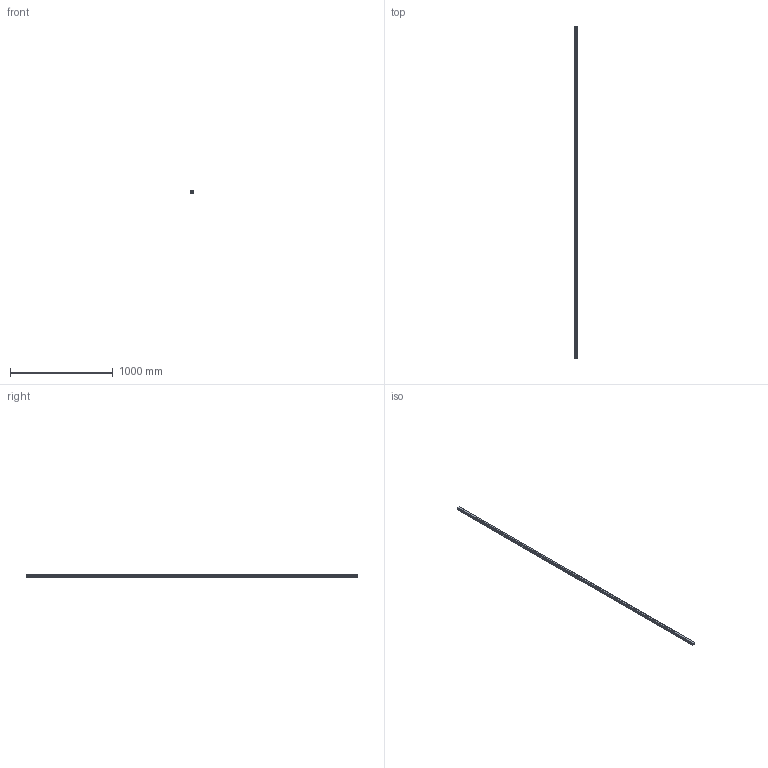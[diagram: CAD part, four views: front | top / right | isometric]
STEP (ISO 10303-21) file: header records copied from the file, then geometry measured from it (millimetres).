
FILE_DESCRIPTION(('STEP AP214'),'1');
FILE_NAME('cctmp_41736B50-1091-4A20-B68A-5D9AC9AF8CB4_2021_01_26_12_57_00_0217..stp','2021-01-26T11:57:00',('HIWIN GmbH'),('CADClick - www.CADClick.com'),'Spatial InterOp 3D',' ','unknown authorization');
FILE_SCHEMA(('AUTOMOTIVE_DESIGN'));
Length unit declared in the file: millimetre
Products named in the file (1): HGR30T3230C_FILE
Bounding box: 28 x 3230 x 26 mm (x, y, z)
Volume: 1959070 mm3; surface area: 371684.9 mm2
Topology: 1 solids, 1 shells, 279 faces, 737 edges, 423 vertices
Faces by surface type: cylinder 104, plane 93, cone 82
Entity records: 10225 total; most frequent: DIRECTION 1423, CARTESIAN_POINT 1358, ORIENTED_EDGE 1310, EDGE_CURVE 655, AXIS2_PLACEMENT_3D 488, LINE 447, VECTOR 447, VERTEX_POINT 423
